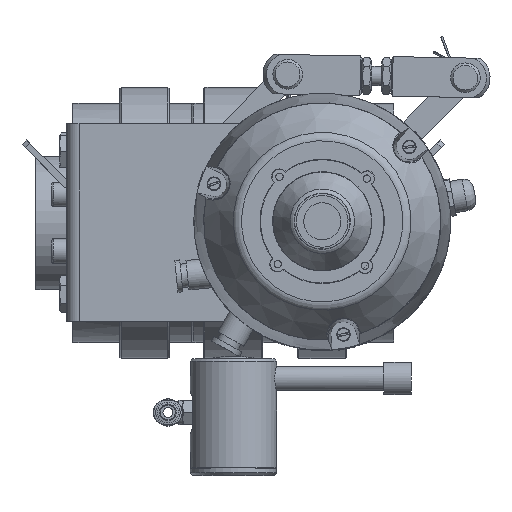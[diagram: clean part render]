
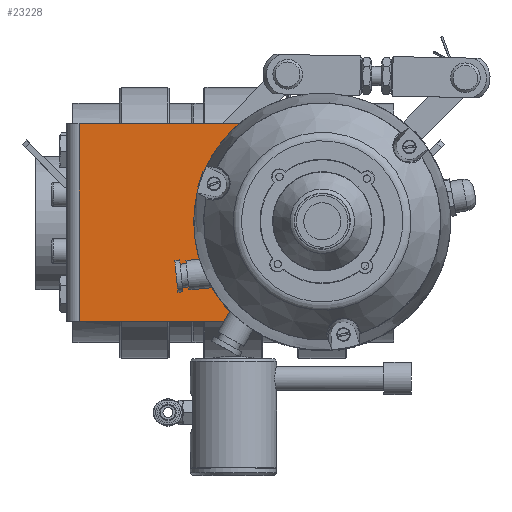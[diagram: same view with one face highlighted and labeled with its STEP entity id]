
A CAD part, top view. The second image highlights one B-rep face of the part: STEP entity #23228.
In plain terms, the highlighted planar face has unit normal (0, 0, 1).
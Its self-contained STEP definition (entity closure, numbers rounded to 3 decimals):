
#14381=CARTESIAN_POINT('',(-33.226,40.,82.4));
#14382=VERTEX_POINT('',#14381);
#14383=CARTESIAN_POINT('',(-33.226,-40.,82.4));
#14384=VERTEX_POINT('',#14383);
#14392=CARTESIAN_POINT('',(0.,0.,82.4));
#14393=DIRECTION('',(0.0,0.0,-1.0));
#14394=DIRECTION('',(-1.0,0.0,0.0));
#14395=AXIS2_PLACEMENT_3D('',#14392,#14393,#14394);
#14396=CIRCLE('',#14395,52.0);
#14397=EDGE_CURVE('',#14384,#14382,#14396,.T.);
#23179=CARTESIAN_POINT('',(-98.5,40.,82.4));
#23180=VERTEX_POINT('',#23179);
#23189=CARTESIAN_POINT('',(-98.5,-40.,82.4));
#23190=VERTEX_POINT('',#23189);
#23198=CARTESIAN_POINT('',(-98.5,40.,82.4));
#23199=DIRECTION('',(0.0,-1.0,0.0));
#23200=VECTOR('',#23199,80.0);
#23201=LINE('',#23198,#23200);
#23202=EDGE_CURVE('',#23180,#23190,#23201,.T.);
#23207=CARTESIAN_POINT('',(26.5,0.,82.4));
#23208=DIRECTION('',(0.0,0.0,1.0));
#23209=DIRECTION('',(0.0,1.0,0.0));
#23210=AXIS2_PLACEMENT_3D('',#23207,#23208,#23209);
#23211=PLANE('',#23210);
#23212=ORIENTED_EDGE('',*,*,#14397,.T.);
#23213=CARTESIAN_POINT('',(-33.226,40.,82.4));
#23214=DIRECTION('',(-1.0,0.0,0.0));
#23215=VECTOR('',#23214,65.274);
#23216=LINE('',#23213,#23215);
#23217=EDGE_CURVE('',#14382,#23180,#23216,.T.);
#23218=ORIENTED_EDGE('',*,*,#23217,.T.);
#23219=ORIENTED_EDGE('',*,*,#23202,.T.);
#23220=CARTESIAN_POINT('',(-98.5,-40.,82.4));
#23221=DIRECTION('',(1.0,0.0,0.0));
#23222=VECTOR('',#23221,65.274);
#23223=LINE('',#23220,#23222);
#23224=EDGE_CURVE('',#23190,#14384,#23223,.T.);
#23225=ORIENTED_EDGE('',*,*,#23224,.T.);
#23226=EDGE_LOOP('',(#23212,#23218,#23219,#23225));
#23227=FACE_OUTER_BOUND('',#23226,.T.);
#23228=ADVANCED_FACE('',(#23227),#23211,.T.);
